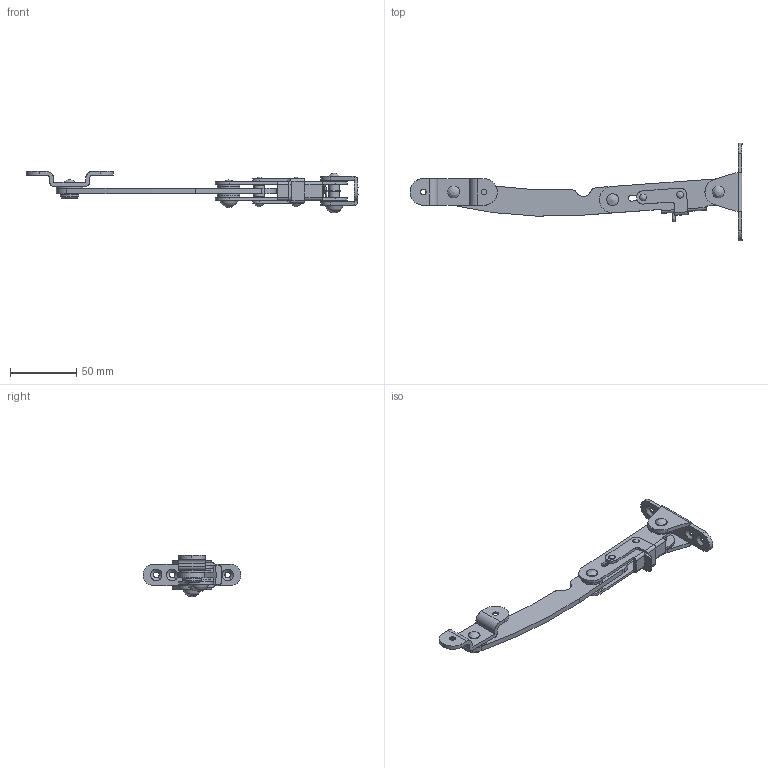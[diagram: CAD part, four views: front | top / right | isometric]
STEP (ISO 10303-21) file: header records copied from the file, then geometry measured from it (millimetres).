
FILE_DESCRIPTION((''),'2;1');
FILE_NAME('','2006-01-17T10:21:26',(''),(''),'','CADfix','');
FILE_SCHEMA(('AUTOMOTIVE_DESIGN'));
Length unit declared in the file: millimetre
Products named in the file (20): spring_mr; spacer_C_mr-1; washer_mr-3; washer_mr-2; washer_mr-1; pin_A_mr-1; washer_mr; stopper_mr; spacer_C_mr; spacer_B_mr; roller_mr; rivet_C_mr; rivet_B_mr; rivet_A_mr; pin_A_mr; bracket_B_mr; bracket_A_mr; arm_B_mr; arm_A_mr; TM_223_2R_19110_36
Assembly tree (19 placements, depth 2):
  TM_223_2R_19110_36
    spring_mr
    spacer_C_mr-1
    washer_mr-3
    washer_mr-2
    washer_mr-1
    pin_A_mr-1
    washer_mr
    stopper_mr
    spacer_C_mr
    spacer_B_mr
    roller_mr
    rivet_C_mr
    rivet_B_mr
    rivet_A_mr
    pin_A_mr
    bracket_B_mr
    bracket_A_mr
    arm_B_mr
    arm_A_mr
Bounding box: 251 x 74 x 31.6 mm (x, y, z)
Volume: 38773.4 mm3; surface area: 35888.4 mm2
Topology: 19 solids, 19 shells, 287 faces, 1138 edges, 897 vertices
Faces by surface type: bspline 287
Entity records: 19197 total; most frequent: CARTESIAN_POINT 12080, ORIENTED_EDGE 2272, EDGE_CURVE 1136, VERTEX_POINT 897, B_SPLINE_CURVE_WITH_KNOTS 797, EDGE_LOOP 355, QUASI_UNIFORM_CURVE 335, FACE_OUTER_BOUND 287
